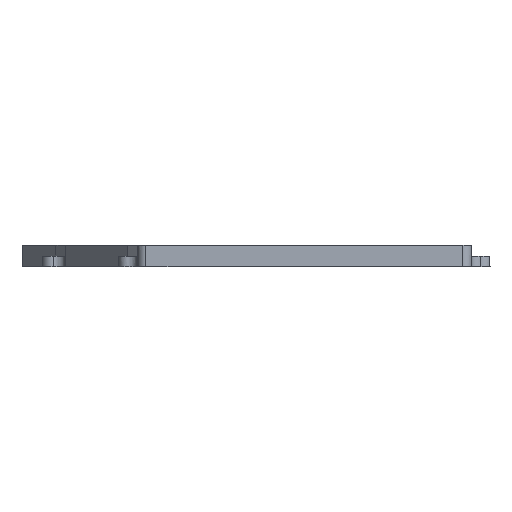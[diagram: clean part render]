
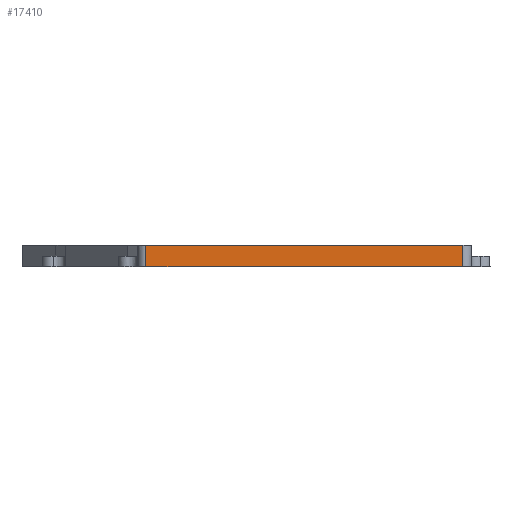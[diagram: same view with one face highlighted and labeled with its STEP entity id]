
A CAD part, left-side view. The second image highlights one B-rep face of the part: STEP entity #17410.
In plain terms, the highlighted planar face has unit normal (-1, 0, 0).
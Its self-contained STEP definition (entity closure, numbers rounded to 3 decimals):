
#1252=FACE_OUTER_BOUND('',#2127,.T.);
#2127=EDGE_LOOP('',(#15754,#15755,#15756,#15757));
#3036=LINE('',#21722,#4912);
#4725=LINE('',#30439,#6601);
#4726=LINE('',#30442,#6602);
#4727=LINE('',#30443,#6603);
#4912=VECTOR('',#18142,10.);
#6601=VECTOR('',#20887,10.);
#6602=VECTOR('',#20890,10.);
#6603=VECTOR('',#20891,10.);
#6873=VERTEX_POINT('',#21716);
#6874=VERTEX_POINT('',#21721);
#8321=VERTEX_POINT('',#30434);
#8322=VERTEX_POINT('',#30441);
#8597=EDGE_CURVE('',#6873,#6874,#3036,.T.);
#10889=EDGE_CURVE('',#6873,#8321,#4725,.T.);
#10890=EDGE_CURVE('',#8322,#8321,#4726,.T.);
#10891=EDGE_CURVE('',#6874,#8322,#4727,.T.);
#15754=ORIENTED_EDGE('',*,*,#8597,.F.);
#15755=ORIENTED_EDGE('',*,*,#10889,.T.);
#15756=ORIENTED_EDGE('',*,*,#10890,.F.);
#15757=ORIENTED_EDGE('',*,*,#10891,.F.);
#16562=PLANE('',#17949);
#17410=ADVANCED_FACE('',(#1252),#16562,.T.);
#17949=AXIS2_PLACEMENT_3D('',#30440,#20888,#20889);
#18142=DIRECTION('',(0.,-1.,0.));
#20887=DIRECTION('',(0.,0.,-1.));
#20888=DIRECTION('center_axis',(-1.,0.,
0.));
#20889=DIRECTION('ref_axis',(0.,1.,0.));
#20890=DIRECTION('',(0.,1.,0.));
#20891=DIRECTION('',(0.,0.,-1.));
#21716=CARTESIAN_POINT('',(0.001,77.15,5.));
#21721=CARTESIAN_POINT('',(0.,2.,5.));
#21722=CARTESIAN_POINT('',(0.001,77.15,5.));
#30434=CARTESIAN_POINT('',(0.001,77.15,0.));
#30439=CARTESIAN_POINT('',(0.001,77.15,5.));
#30440=CARTESIAN_POINT('Origin',(0.,2.,5.));
#30441=CARTESIAN_POINT('',(0.,2.,0.));
#30442=CARTESIAN_POINT('',(0.001,77.15,0.));
#30443=CARTESIAN_POINT('',(0.,2.,5.));
